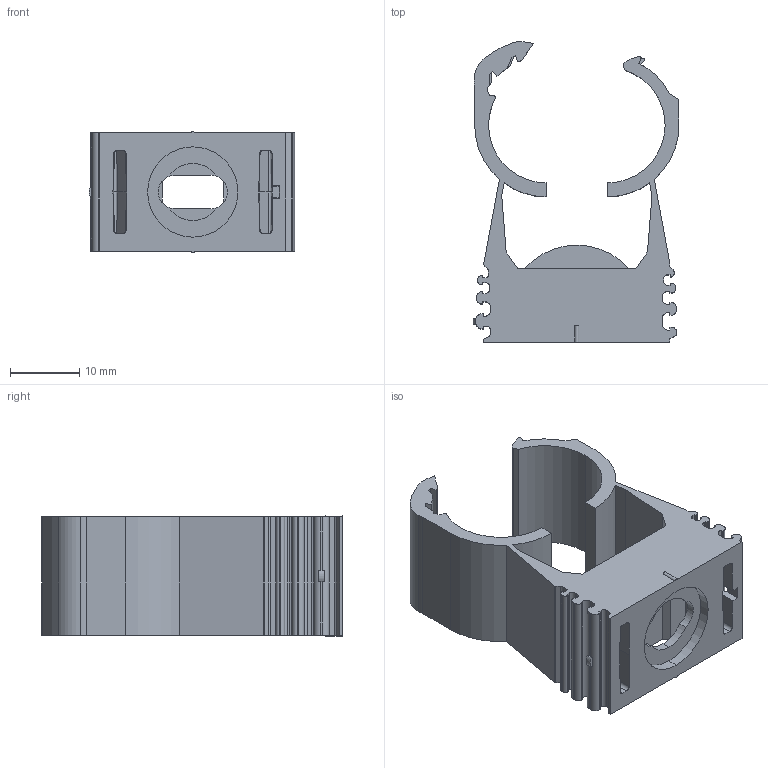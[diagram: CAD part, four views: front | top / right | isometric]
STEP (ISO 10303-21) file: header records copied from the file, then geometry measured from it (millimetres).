
FILE_DESCRIPTION (( 'STEP AP214' ), '1' );
FILE_NAME ('2146118.STP', '2016-05-24T13:05:38', ( '' ), ( '' ), 'SwSTEP 2.0', 'SolidWorks 2014', '' );
FILE_SCHEMA (( 'AUTOMOTIVE_DESIGN' ));
Length unit declared in the file: millimetre
Products named in the file (1): 2146118
Bounding box: 29.66 x 43.28 x 17.4 mm (x, y, z)
Volume: 5630 mm3; surface area: 6697.5 mm2
Topology: 1 solids, 1 shells, 232 faces, 669 edges, 441 vertices
Faces by surface type: plane 152, cylinder 76, cone 4
Entity records: 7644 total; most frequent: CARTESIAN_POINT 1440, ORIENTED_EDGE 1338, DIRECTION 1252, EDGE_CURVE 669, LINE 498, VECTOR 498, VERTEX_POINT 441, AXIS2_PLACEMENT_3D 377
